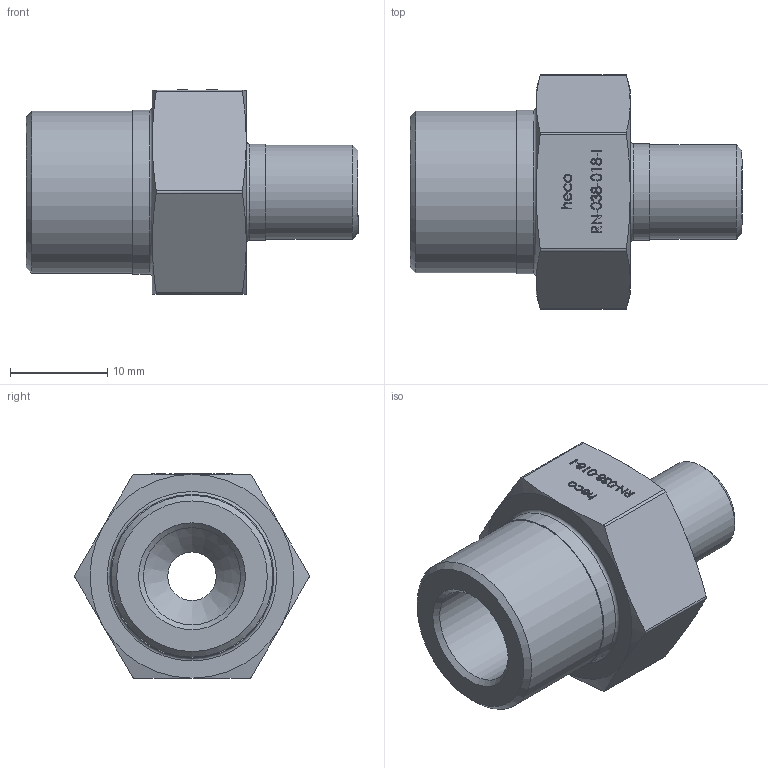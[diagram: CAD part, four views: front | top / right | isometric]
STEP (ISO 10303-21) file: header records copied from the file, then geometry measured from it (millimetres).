
FILE_DESCRIPTION (( 'STEP AP214' ), '1' );
FILE_NAME ('heco_RN-038-018-I.STEP', '2016-07-04T09:41:06', ( '' ), ( '' ), 'SwSTEP 2.0', 'SolidWorks 2011', '' );
FILE_SCHEMA (( 'AUTOMOTIVE_DESIGN' ));
Length unit declared in the file: millimetre
Products named in the file (1): heco_RN-038-018-I
Bounding box: 34.2 x 24.15 x 21.05 mm (x, y, z)
Volume: 5668.6 mm3; surface area: 3177.4 mm2
Topology: 1 solids, 1 shells, 233 faces, 588 edges, 386 vertices
Faces by surface type: bspline 106, plane 96, cone 17, cylinder 12, torus 2
Full cylindrical faces by diameter (mm): 5 x1, 9.728 x1, 9.928 x1, 10 x1, 16.662 x1, 16.862 x1
Entity records: 14797 total; most frequent: CARTESIAN_POINT 8021, ORIENTED_EDGE 1146, DIRECTION 611, EDGE_CURVE 573, VERTEX_POINT 384, LINE 295, VECTOR 295, EDGE_LOOP 277
